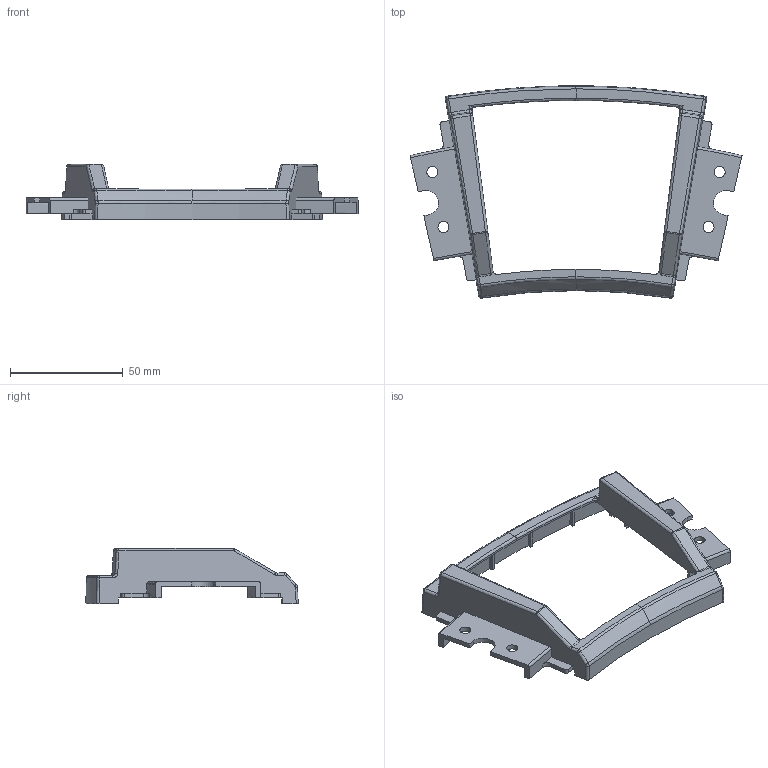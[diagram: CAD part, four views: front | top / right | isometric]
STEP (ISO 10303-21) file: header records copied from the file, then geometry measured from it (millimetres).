
FILE_DESCRIPTION(/* description */ (''),/* implementation_level */ '2;1');
FILE_NAME(/* name */ 'ButtonFrame v3.step',/* time_stamp */ '2024-10-21T19:37:45-04:00',/* author */ (''),/* organization */ (''),/* preprocessor_version */ 'ST-DEVELOPER v20',/* originating_system */ 'Autodesk Translation Framework v13.20.0.188',/* authorisation */ '');
FILE_SCHEMA (('AUTOMOTIVE_DESIGN { 1 0 10303 214 3 1 1 }'));
Length unit declared in the file: millimetre
Products named in the file (1): 按键边框
Bounding box: 147.4 x 94.31 x 24.63 mm (x, y, z)
Volume: 25192.6 mm3; surface area: 24319.2 mm2
Topology: 1 solids, 1 shells, 240 faces, 656 edges, 410 vertices
Faces by surface type: plane 110, bspline 64, cylinder 48, sphere 8, cone 8, torus 2
Full cylindrical faces by diameter (mm): 4.9 x4
Entity records: 8849 total; most frequent: CARTESIAN_POINT 2956, ORIENTED_EDGE 1300, DIRECTION 1168, EDGE_CURVE 650, AXIS2_PLACEMENT_3D 422, VERTEX_POINT 410, LINE 324, VECTOR 324
